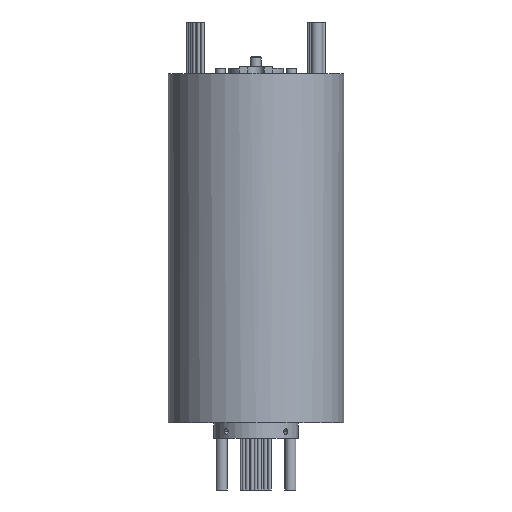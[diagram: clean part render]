
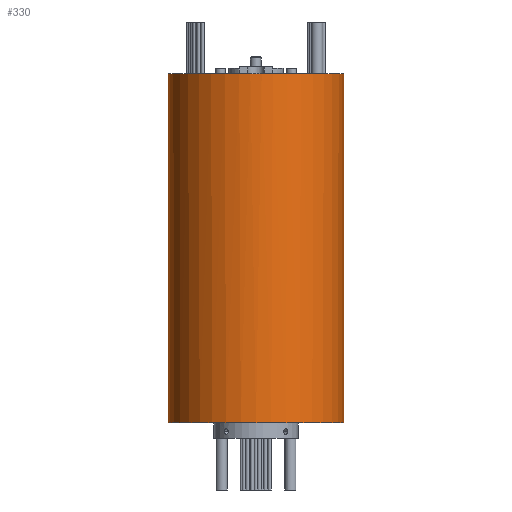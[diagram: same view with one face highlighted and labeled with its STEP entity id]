
A CAD part, front view. The second image highlights one B-rep face of the part: STEP entity #330.
In plain terms, the highlighted cylindrical face has radius 51 mm (diameter 102 mm), a partial arc.
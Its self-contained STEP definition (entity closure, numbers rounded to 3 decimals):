
#47 = CARTESIAN_POINT ( 'NONE',  ( 51., 0., 212.2 ) ) ;
#180 = EDGE_CURVE ( 'NONE', #1144, #5802, #2430, .T. ) ;
#330 = ADVANCED_FACE ( 'NONE', ( #4783 ), #6403, .T. ) ;
#542 = CARTESIAN_POINT ( 'NONE',  ( -51., 0., 212.2 ) ) ;
#596 = VECTOR ( 'NONE', #2501, 1000. ) ;
#663 = CARTESIAN_POINT ( 'NONE',  ( 0., 0., 212.2 ) ) ;
#699 = ORIENTED_EDGE ( 'NONE', *, *, #8144, .T. ) ;
#810 = CARTESIAN_POINT ( 'NONE',  ( 51., 0., 9. ) ) ;
#906 = AXIS2_PLACEMENT_3D ( 'NONE', #7911, #3799, #8598 ) ;
#1144 = VERTEX_POINT ( 'NONE', #542 ) ;
#1363 = DIRECTION ( 'NONE',  ( 1., 0., 0. ) ) ;
#1624 = CARTESIAN_POINT ( 'NONE',  ( -9.75, -50.059, 212.2 ) ) ;
#1655 = DIRECTION ( 'NONE',  ( 0., 0., 1. ) ) ;
#1725 = CIRCLE ( 'NONE', #7347, 51. ) ;
#1898 = ORIENTED_EDGE ( 'NONE', *, *, #180, .T. ) ;
#1988 = CIRCLE ( 'NONE', #4949, 51. ) ;
#2195 = DIRECTION ( 'NONE',  ( 0., 0., 1. ) ) ;
#2430 = LINE ( 'NONE', #3193, #596 ) ;
#2501 = DIRECTION ( 'NONE',  ( 0., 0., -1. ) ) ;
#2631 = EDGE_LOOP ( 'NONE', ( #6123, #8602, #4885, #3920, #1898, #699 ) ) ;
#2779 = VECTOR ( 'NONE', #4177, 1000. ) ;
#2834 = CARTESIAN_POINT ( 'NONE',  ( -51., 0., 9. ) ) ;
#3193 = CARTESIAN_POINT ( 'NONE',  ( -51., 0., 212.2 ) ) ;
#3244 = CARTESIAN_POINT ( 'NONE',  ( 0., 0., 212.2 ) ) ;
#3799 = DIRECTION ( 'NONE',  ( 0., 0., 1. ) ) ;
#3920 = ORIENTED_EDGE ( 'NONE', *, *, #5727, .F. ) ;
#4096 = EDGE_CURVE ( 'NONE', #8465, #6873, #6441, .T. ) ;
#4177 = DIRECTION ( 'NONE',  ( 0., 0., -1. ) ) ;
#4704 = CARTESIAN_POINT ( 'NONE',  ( 51., 0., 212.2 ) ) ;
#4783 = FACE_OUTER_BOUND ( 'NONE', #2631, .T. ) ;
#4885 = ORIENTED_EDGE ( 'NONE', *, *, #5984, .F. ) ;
#4913 = VERTEX_POINT ( 'NONE', #1624 ) ;
#4949 = AXIS2_PLACEMENT_3D ( 'NONE', #663, #5473, #1363 ) ;
#5355 = CIRCLE ( 'NONE', #8724, 51. ) ;
#5473 = DIRECTION ( 'NONE',  ( 0., 0., 1. ) ) ;
#5727 = EDGE_CURVE ( 'NONE', #1144, #4913, #1988, .T. ) ;
#5766 = CARTESIAN_POINT ( 'NONE',  ( 0., 0., 9. ) ) ;
#5802 = VERTEX_POINT ( 'NONE', #2834 ) ;
#5984 = EDGE_CURVE ( 'NONE', #4913, #7154, #7536, .T. ) ;
#6123 = ORIENTED_EDGE ( 'NONE', *, *, #4096, .F. ) ;
#6309 = CARTESIAN_POINT ( 'NONE',  ( 0., 0., 212.2 ) ) ;
#6403 = CYLINDRICAL_SURFACE ( 'NONE', #7289, 51. ) ;
#6441 = LINE ( 'NONE', #47, #2779 ) ;
#6461 = DIRECTION ( 'NONE',  ( 1., 0., 0. ) ) ;
#6873 = VERTEX_POINT ( 'NONE', #810 ) ;
#6992 = DIRECTION ( 'NONE',  ( 1., 0., 0. ) ) ;
#7154 = VERTEX_POINT ( 'NONE', #8793 ) ;
#7289 = AXIS2_PLACEMENT_3D ( 'NONE', #3244, #7345, #8044 ) ;
#7345 = DIRECTION ( 'NONE',  ( 0., 0., -1. ) ) ;
#7347 = AXIS2_PLACEMENT_3D ( 'NONE', #6309, #2195, #6992 ) ;
#7536 = CIRCLE ( 'NONE', #906, 51. ) ;
#7911 = CARTESIAN_POINT ( 'NONE',  ( 0., 0., 212.2 ) ) ;
#8044 = DIRECTION ( 'NONE',  ( -1., 0., 0. ) ) ;
#8118 = EDGE_CURVE ( 'NONE', #7154, #8465, #1725, .T. ) ;
#8144 = EDGE_CURVE ( 'NONE', #5802, #6873, #5355, .T. ) ;
#8465 = VERTEX_POINT ( 'NONE', #4704 ) ;
#8598 = DIRECTION ( 'NONE',  ( 1., 0., 0. ) ) ;
#8602 = ORIENTED_EDGE ( 'NONE', *, *, #8118, .F. ) ;
#8724 = AXIS2_PLACEMENT_3D ( 'NONE', #5766, #1655, #6461 ) ;
#8793 = CARTESIAN_POINT ( 'NONE',  ( 9.75, -50.059, 212.2 ) ) ;
